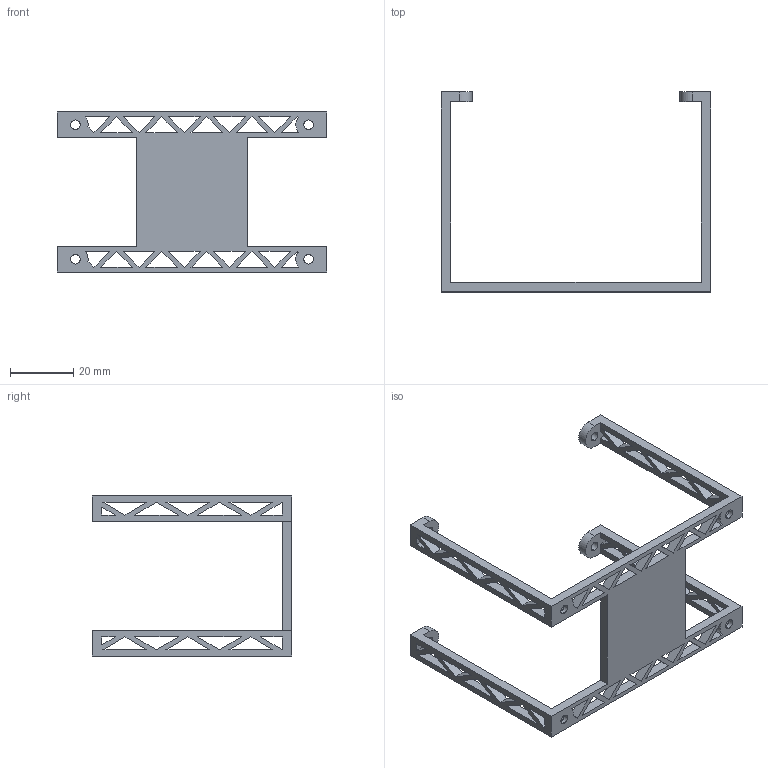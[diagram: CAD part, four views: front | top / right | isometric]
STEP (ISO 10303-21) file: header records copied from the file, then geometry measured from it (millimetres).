
FILE_DESCRIPTION (( 'STEP AP203' ), '1' );
FILE_NAME ('PixhawkHolder_Default_sldprt.STEP', '2021-02-13T10:56:36', ( '' ), ( '' ), 'SwSTEP 2.0', 'SolidWorks 2019', '' );
FILE_SCHEMA (( 'CONFIG_CONTROL_DESIGN' ));
Length unit declared in the file: millimetre
Products named in the file (1): PixhawkHolder_Default_sldprt
Bounding box: 85 x 63 x 50.44 mm (x, y, z)
Volume: 10486.9 mm3; surface area: 13531.5 mm2
Topology: 1 solids, 1 shells, 198 faces, 600 edges, 400 vertices
Faces by surface type: plane 166, cylinder 32
Entity records: 6949 total; most frequent: ORIENTED_EDGE 1200, CARTESIAN_POINT 1199, DIRECTION 1062, EDGE_CURVE 600, LINE 536, VECTOR 536, VERTEX_POINT 400, EDGE_LOOP 306
